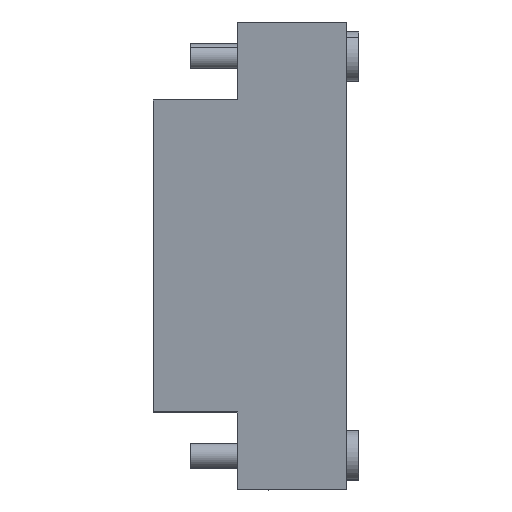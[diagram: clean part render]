
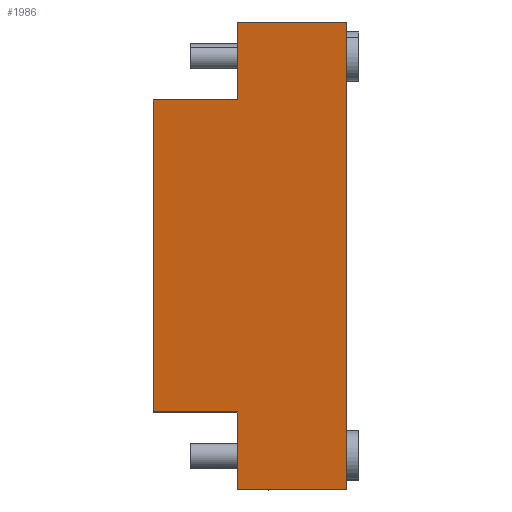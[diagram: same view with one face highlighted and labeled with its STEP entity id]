
A CAD part, left-side view. The second image highlights one B-rep face of the part: STEP entity #1986.
In plain terms, the highlighted planar face has unit normal (-0.985, 0.175, 0).
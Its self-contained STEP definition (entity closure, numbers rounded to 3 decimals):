
#160 = CARTESIAN_POINT ( 'NONE',  ( -1.1, -1., -19.933 ) ) ;
#167 = EDGE_CURVE ( 'NONE', #1309, #1763, #1413, .T. ) ;
#201 = FACE_OUTER_BOUND ( 'NONE', #427, .T. ) ;
#247 = VECTOR ( 'NONE', #344, 1000. ) ;
#256 = EDGE_CURVE ( 'NONE', #1871, #2845, #263, .T. ) ;
#263 = LINE ( 'NONE', #2479, #2001 ) ;
#280 = CARTESIAN_POINT ( 'NONE',  ( 0., 5.2, -10. ) ) ;
#282 = ORIENTED_EDGE ( 'NONE', *, *, #292, .T. ) ;
#287 = EDGE_CURVE ( 'NONE', #569, #1433, #1882, .T. ) ;
#292 = EDGE_CURVE ( 'NONE', #569, #1252, #556, .T. ) ;
#317 = ORIENTED_EDGE ( 'NONE', *, *, #256, .T. ) ;
#344 = DIRECTION ( 'NONE',  ( 0., 0., 1. ) ) ;
#347 = DIRECTION ( 'NONE',  ( 0., 0., 1. ) ) ;
#357 = EDGE_CURVE ( 'NONE', #1433, #1309, #1658, .T. ) ;
#427 = EDGE_LOOP ( 'NONE', ( #1250, #1922, #317, #2408, #1119, #1199, #2008, #282 ) ) ;
#542 = DIRECTION ( 'NONE',  ( 0., 0., -1. ) ) ;
#550 = CARTESIAN_POINT ( 'NONE',  ( -0.479, 2.5, 0. ) ) ;
#556 = LINE ( 'NONE', #2751, #1368 ) ;
#569 = VERTEX_POINT ( 'NONE', #2058 ) ;
#595 = VECTOR ( 'NONE', #1931, 1000. ) ;
#761 = EDGE_CURVE ( 'NONE', #1102, #1252, #825, .T. ) ;
#772 = CARTESIAN_POINT ( 'NONE',  ( -1.1, -1., 0. ) ) ;
#778 = CARTESIAN_POINT ( 'NONE',  ( -1.1, -1., -19.933 ) ) ;
#794 = DIRECTION ( 'NONE',  ( 0., 0., 1. ) ) ;
#825 = LINE ( 'NONE', #2629, #595 ) ;
#854 = PLANE ( 'NONE',  #2373 ) ;
#926 = CARTESIAN_POINT ( 'NONE',  ( -0.479, 2.5, 2.5 ) ) ;
#1016 = EDGE_CURVE ( 'NONE', #1871, #1102, #2545, .T. ) ;
#1038 = CARTESIAN_POINT ( 'NONE',  ( -0.479, 2.5, -12.5 ) ) ;
#1087 = VECTOR ( 'NONE', #1170, 1000. ) ;
#1102 = VERTEX_POINT ( 'NONE', #1860 ) ;
#1119 = ORIENTED_EDGE ( 'NONE', *, *, #167, .F. ) ;
#1154 = DIRECTION ( 'NONE',  ( -0.175, -0.985, 0. ) ) ;
#1170 = DIRECTION ( 'NONE',  ( -0.175, -0.985, 0. ) ) ;
#1183 = CARTESIAN_POINT ( 'NONE',  ( -1.1, -1., 2.5 ) ) ;
#1199 = ORIENTED_EDGE ( 'NONE', *, *, #357, .F. ) ;
#1222 = CARTESIAN_POINT ( 'NONE',  ( -0.479, 2.5, -19.933 ) ) ;
#1239 = DIRECTION ( 'NONE',  ( -0.175, -0.985, 0. ) ) ;
#1250 = ORIENTED_EDGE ( 'NONE', *, *, #761, .F. ) ;
#1252 = VERTEX_POINT ( 'NONE', #280 ) ;
#1262 = CARTESIAN_POINT ( 'NONE',  ( -0.479, 2.5, -19.933 ) ) ;
#1270 = VECTOR ( 'NONE', #1239, 1000. ) ;
#1309 = VERTEX_POINT ( 'NONE', #926 ) ;
#1368 = VECTOR ( 'NONE', #542, 1000. ) ;
#1413 = LINE ( 'NONE', #1183, #1087 ) ;
#1433 = VERTEX_POINT ( 'NONE', #550 ) ;
#1471 = LINE ( 'NONE', #778, #2508 ) ;
#1530 = EDGE_CURVE ( 'NONE', #2845, #1763, #1471, .T. ) ;
#1539 = DIRECTION ( 'NONE',  ( -0.985, 0.175, 0. ) ) ;
#1555 = CARTESIAN_POINT ( 'NONE',  ( -1.1, -1., -12.5 ) ) ;
#1658 = LINE ( 'NONE', #1262, #247 ) ;
#1763 = VERTEX_POINT ( 'NONE', #2318 ) ;
#1860 = CARTESIAN_POINT ( 'NONE',  ( -0.479, 2.5, -10. ) ) ;
#1871 = VERTEX_POINT ( 'NONE', #1038 ) ;
#1882 = LINE ( 'NONE', #772, #1270 ) ;
#1922 = ORIENTED_EDGE ( 'NONE', *, *, #1016, .F. ) ;
#1931 = DIRECTION ( 'NONE',  ( 0.175, 0.985, 0. ) ) ;
#1986 = ADVANCED_FACE ( 'NONE', ( #201 ), #854, .T. ) ;
#2001 = VECTOR ( 'NONE', #1154, 1000. ) ;
#2008 = ORIENTED_EDGE ( 'NONE', *, *, #287, .F. ) ;
#2058 = CARTESIAN_POINT ( 'NONE',  ( 0., 5.2, 0. ) ) ;
#2318 = CARTESIAN_POINT ( 'NONE',  ( -1.1, -1., 2.5 ) ) ;
#2352 = VECTOR ( 'NONE', #794, 1000. ) ;
#2373 = AXIS2_PLACEMENT_3D ( 'NONE', #160, #1539, #2418 ) ;
#2408 = ORIENTED_EDGE ( 'NONE', *, *, #1530, .T. ) ;
#2418 = DIRECTION ( 'NONE',  ( 0., 0., 1. ) ) ;
#2479 = CARTESIAN_POINT ( 'NONE',  ( -1.1, -1., -12.5 ) ) ;
#2508 = VECTOR ( 'NONE', #347, 1000. ) ;
#2545 = LINE ( 'NONE', #1222, #2352 ) ;
#2629 = CARTESIAN_POINT ( 'NONE',  ( -1.1, -1., -10. ) ) ;
#2751 = CARTESIAN_POINT ( 'NONE',  ( 0., 5.2, 0. ) ) ;
#2845 = VERTEX_POINT ( 'NONE', #1555 ) ;
